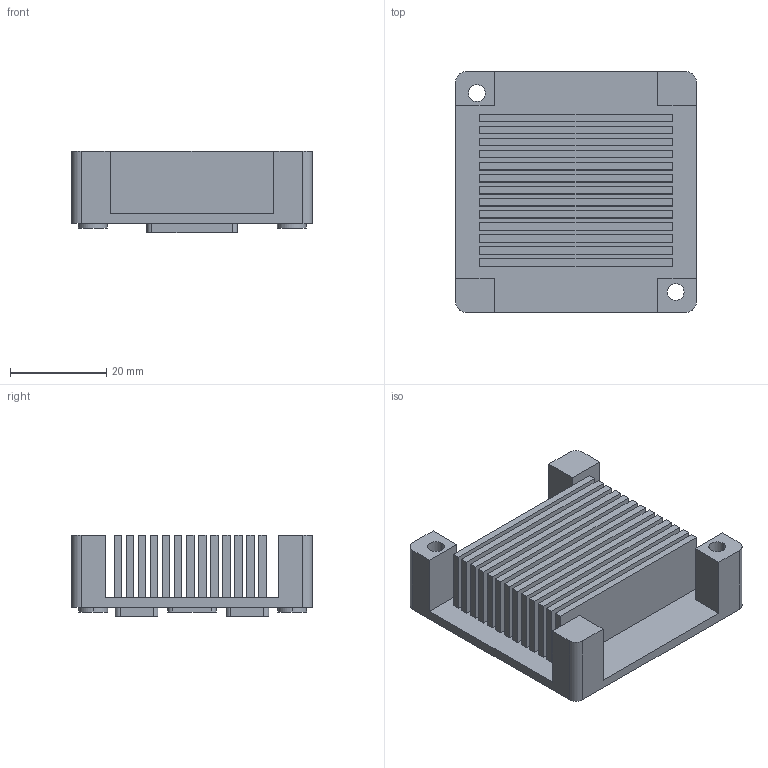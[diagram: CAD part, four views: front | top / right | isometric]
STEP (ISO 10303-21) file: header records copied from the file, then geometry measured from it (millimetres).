
FILE_DESCRIPTION (( 'STEP AP214' ), '1' );
FILE_NAME ('bottomsupport.STEP', '2023-10-06T11:12:39', ( '' ), ( '' ), 'SwSTEP 2.0', 'SolidWorks 2021', '' );
FILE_SCHEMA (( 'AUTOMOTIVE_DESIGN' ));
Length unit declared in the file: millimetre
Products named in the file (1): bottomsupport
Bounding box: 50 x 50 x 17 mm (x, y, z)
Volume: 18533 mm3; surface area: 21568.6 mm2
Topology: 1 solids, 1 shells, 124 faces, 312 edges, 208 vertices
Faces by surface type: plane 100, cylinder 24
Entity records: 3726 total; most frequent: CARTESIAN_POINT 645, ORIENTED_EDGE 624, DIRECTION 610, EDGE_CURVE 312, LINE 264, VECTOR 264, VERTEX_POINT 208, AXIS2_PLACEMENT_3D 173
